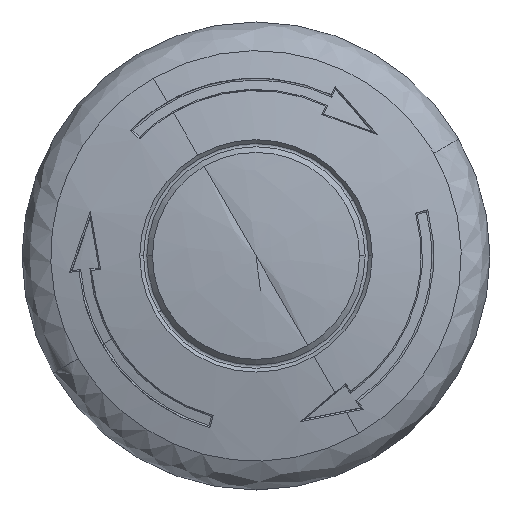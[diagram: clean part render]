
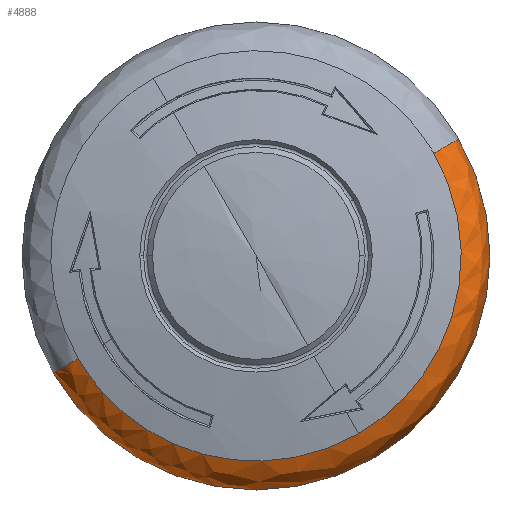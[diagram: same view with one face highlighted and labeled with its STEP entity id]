
A CAD part, top view. The second image highlights one B-rep face of the part: STEP entity #4888.
In plain terms, the highlighted free-form (B-spline) face has degree [3, 3] with [4, 4] control points.
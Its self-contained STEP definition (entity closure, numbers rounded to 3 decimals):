
#2341=CARTESIAN_POINT('',(13.158,-22.79,
-3.525));
#2342=CARTESIAN_POINT('',(11.815,-23.565,
-3.525));
#2343=CARTESIAN_POINT('',(8.891,-24.936,
-3.525));
#2344=CARTESIAN_POINT('',(3.907,-26.201,
-3.525));
#2345=CARTESIAN_POINT('',(-1.449,-26.462,
-3.525));
#2346=CARTESIAN_POINT('',(-6.86,-25.603,
-3.525));
#2347=CARTESIAN_POINT('',(-11.977,-23.641,
-3.525));
#2348=CARTESIAN_POINT('',(-16.484,-20.737,
-3.525));
#2349=CARTESIAN_POINT('',(-20.168,-17.149,
-3.525));
#2350=CARTESIAN_POINT('',(-22.015,-14.501,
-3.525));
#2351=CARTESIAN_POINT('',(-22.79,-13.158,
-3.525));
#2356=CARTESIAN_POINT('',(13.158,-22.79,
-3.525));
#3109=CARTESIAN_POINT('',(-22.79,-13.158,
-3.525));
#3110=CARTESIAN_POINT('',(-23.213,-13.402,
-3.658));
#3111=CARTESIAN_POINT('',(-24.068,-13.896,
-4.09));
#3112=CARTESIAN_POINT('',(-25.159,-14.526,
-5.254));
#3113=CARTESIAN_POINT('',(-25.845,-14.922,
-6.776));
#3114=CARTESIAN_POINT('',(-25.981,-15.,
-7.843));
#3115=CARTESIAN_POINT('',(-25.981,-15.,
-8.348));
#3117=CARTESIAN_POINT('',(0.,0.,-8.348));
#3118=DIRECTION('',(0.,0.,1.));
#3119=DIRECTION('',(-0.866,-0.5,0.));
#3120=AXIS2_PLACEMENT_3D('',#3117,#3118,#3119);
#3122=CARTESIAN_POINT('',(0.,0.,-8.348));
#3123=DIRECTION('',(0.,0.,1.));
#3124=DIRECTION('',(0.,-1.,0.));
#3125=AXIS2_PLACEMENT_3D('',#3122,#3123,#3124);
#3127=CARTESIAN_POINT('',(25.981,15.,-8.348));
#3128=CARTESIAN_POINT('',(25.981,15.,-7.843));
#3129=CARTESIAN_POINT('',(25.845,14.922,-6.776));
#3130=CARTESIAN_POINT('',(25.159,14.526,-5.254));
#3131=CARTESIAN_POINT('',(24.068,13.896,-4.09));
#3132=CARTESIAN_POINT('',(23.213,13.402,-3.658));
#3133=CARTESIAN_POINT('',(22.79,13.158,-3.525));
#3135=CARTESIAN_POINT('',(22.79,13.158,-3.525));
#3136=CARTESIAN_POINT('',(23.338,12.208,-3.525));
#3137=CARTESIAN_POINT('',(24.386,10.121,-3.525));
#3138=CARTESIAN_POINT('',(25.651,6.36,-3.525));
#3139=CARTESIAN_POINT('',(26.386,1.941,-3.525));
#3140=CARTESIAN_POINT('',(26.312,-3.079,
-3.525));
#3141=CARTESIAN_POINT('',(25.126,-8.51,
-3.525));
#3142=CARTESIAN_POINT('',(22.577,-13.993,
-3.525));
#3143=CARTESIAN_POINT('',(18.576,-19.019,
-3.525));
#3144=CARTESIAN_POINT('',(15.057,-21.694,
-3.525));
#3145=CARTESIAN_POINT('',(13.158,-22.79,
-3.525));
#3579=VERTEX_POINT('',#2356);
#3580=VERTEX_POINT('',#3135);
#3611=CARTESIAN_POINT('',(0.,-30.,-8.348));
#3612=CARTESIAN_POINT('',(25.981,15.,-8.348));
#3613=VERTEX_POINT('',#3611);
#3614=VERTEX_POINT('',#3612);
#3680=CARTESIAN_POINT('',(-25.981,-15.,
-8.348));
#3681=VERTEX_POINT('',#3680);
#3714=VERTEX_POINT('',#3109);
#4861=CARTESIAN_POINT('',(25.496,15.809,-8.414));
#4862=CARTESIAN_POINT('',(59.165,-38.493,
-8.414));
#4863=CARTESIAN_POINT('',(3.853,-70.54,
-8.414));
#4864=CARTESIAN_POINT('',(-26.425,-14.201,
-8.414));
#4865=CARTESIAN_POINT('',(25.523,15.825,-6.023));
#4866=CARTESIAN_POINT('',(59.226,-38.533,
-6.023));
#4867=CARTESIAN_POINT('',(3.857,-70.614,
-6.023));
#4868=CARTESIAN_POINT('',(-26.453,-14.216,
-6.023));
#4869=CARTESIAN_POINT('',(24.293,15.062,-4.12));
#4870=CARTESIAN_POINT('',(56.372,-36.676,
-4.12));
#4871=CARTESIAN_POINT('',(3.671,-67.211,
-4.12));
#4872=CARTESIAN_POINT('',(-25.178,-13.531,
-4.12));
#4873=CARTESIAN_POINT('',(22.327,13.843,-3.513));
#4874=CARTESIAN_POINT('',(51.81,-33.708,
-3.513));
#4875=CARTESIAN_POINT('',(3.374,-61.772,
-3.513));
#4876=CARTESIAN_POINT('',(-23.14,-12.436,
-3.513));
#4877=(BOUNDED_SURFACE()B_SPLINE_SURFACE(3,3,((#4861,#4862,#4863,#4864),(#4865,
#4866,#4867,#4868),(#4869,#4870,#4871,#4872),(#4873,#4874,#4875,#4876)),
.UNSPECIFIED.,.F.,.F.,.F.)B_SPLINE_SURFACE_WITH_KNOTS((4,4),(4,4),(
0.063,0.935),(-0.016,1.015),
.UNSPECIFIED.)GEOMETRIC_REPRESENTATION_ITEM()RATIONAL_B_SPLINE_SURFACE(((
1.,0.313,0.312,0.999),(
0.858,0.268,0.268,0.857),(
0.858,0.268,0.268,0.857),(
0.998,0.312,0.312,0.998)))REPRESENTATION_ITEM('')SURFACE());
#4878=ORIENTED_EDGE('',*,*,#4848,.T.);
#4880=ORIENTED_EDGE('',*,*,#4879,.T.);
#4882=ORIENTED_EDGE('',*,*,#4881,.T.);
#4883=ORIENTED_EDGE('',*,*,#4852,.T.);
#4884=ORIENTED_EDGE('',*,*,#3798,.T.);
#4885=ORIENTED_EDGE('',*,*,#3887,.T.);
#4886=EDGE_LOOP('',(#4878,#4880,#4882,#4883,#4884,#4885));
#4887=FACE_OUTER_BOUND('',#4886,.F.);
#4888=ADVANCED_FACE('',(#4887),#4877,.F.);
#2352=B_SPLINE_CURVE_WITH_KNOTS('',3,(#2341,#2342,#2343,#2344,#2345,#2346,#2347,
#2348,#2349,#2350,#2351),.UNSPECIFIED.,.F.,.F.,(4,1,1,1,1,1,1,1,4),(0.,
0.125,0.25,0.375,0.5,0.625,0.75,0.875,1.),.UNSPECIFIED.);
#3116=B_SPLINE_CURVE_WITH_KNOTS('',3,(#3109,#3110,#3111,#3112,#3113,#3114,
#3115),.UNSPECIFIED.,.F.,.F.,(4,1,1,1,4),(0.,0.25,0.5,0.75,1.),
.UNSPECIFIED.);
#3121=CIRCLE('',#3120,30.);
#3126=CIRCLE('',#3125,30.);
#3134=B_SPLINE_CURVE_WITH_KNOTS('',3,(#3127,#3128,#3129,#3130,#3131,#3132,
#3133),.UNSPECIFIED.,.F.,.F.,(4,1,1,1,4),(0.,0.25,0.5,0.75,1.),
.UNSPECIFIED.);
#3146=B_SPLINE_CURVE_WITH_KNOTS('',3,(#3135,#3136,#3137,#3138,#3139,#3140,#3141,
#3142,#3143,#3144,#3145),.UNSPECIFIED.,.F.,.F.,(4,1,1,1,1,1,1,1,4),(0.,
0.125,0.25,0.375,0.5,0.625,0.75,0.875,1.),.UNSPECIFIED.);
#3798=EDGE_CURVE('',#3580,#3579,#3146,.T.);
#3887=EDGE_CURVE('',#3579,#3714,#2352,.T.);
#4848=EDGE_CURVE('',#3714,#3681,#3116,.T.);
#4852=EDGE_CURVE('',#3614,#3580,#3134,.T.);
#4879=EDGE_CURVE('',#3681,#3613,#3121,.T.);
#4881=EDGE_CURVE('',#3613,#3614,#3126,.T.);
